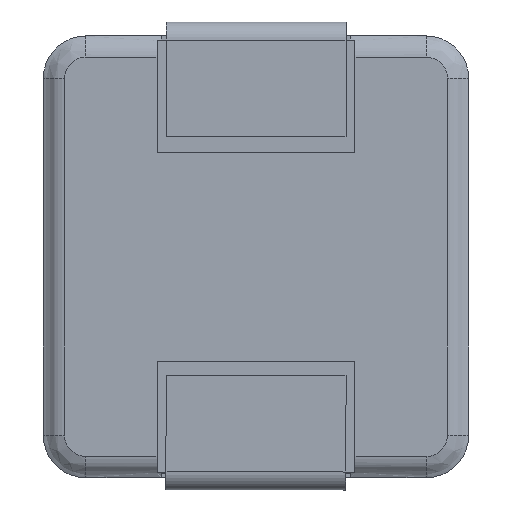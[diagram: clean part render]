
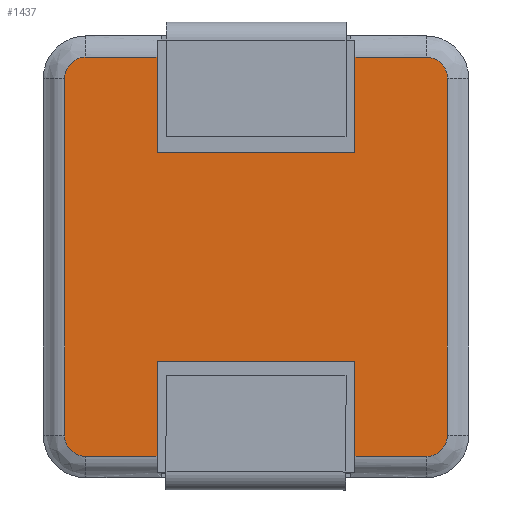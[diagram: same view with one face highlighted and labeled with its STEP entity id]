
A CAD part, front view. The second image highlights one B-rep face of the part: STEP entity #1437.
In plain terms, the highlighted planar face has unit normal (0, -1, 0).
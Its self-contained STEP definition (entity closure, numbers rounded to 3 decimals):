
#22 = VECTOR ( 'NONE', #1135, 1000. ) ;
#44 = CARTESIAN_POINT ( 'NONE',  ( -1.21, 0., 1.28 ) ) ;
#49 = ORIENTED_EDGE ( 'NONE', *, *, #807, .F. ) ;
#79 = DIRECTION ( 'NONE',  ( 0., 0., 1. ) ) ;
#110 = VERTEX_POINT ( 'NONE', #495 ) ;
#112 = CARTESIAN_POINT ( 'NONE',  ( 1.21, 0., -1.28 ) ) ;
#119 = CARTESIAN_POINT ( 'NONE',  ( 1.21, 0., 1.28 ) ) ;
#135 = CARTESIAN_POINT ( 'NONE',  ( 2.08, 0., -2.44 ) ) ;
#144 = CARTESIAN_POINT ( 'NONE',  ( 2.34, 0., 2.18 ) ) ;
#160 = VECTOR ( 'NONE', #79, 1000. ) ;
#162 = VECTOR ( 'NONE', #2056, 1000. ) ;
#163 = ORIENTED_EDGE ( 'NONE', *, *, #902, .F. ) ;
#168 = EDGE_CURVE ( 'NONE', #771, #2126, #1494, .T. ) ;
#178 = CARTESIAN_POINT ( 'NONE',  ( 1.21, 0., 1.28 ) ) ;
#195 = VECTOR ( 'NONE', #703, 1000. ) ;
#196 = CARTESIAN_POINT ( 'NONE',  ( -1.21, 0., -1.28 ) ) ;
#200 = CARTESIAN_POINT ( 'NONE',  ( 1.21, 0., -1.28 ) ) ;
#251 = VERTEX_POINT ( 'NONE', #200 ) ;
#255 = LINE ( 'NONE', #927, #724 ) ;
#260 = VERTEX_POINT ( 'NONE', #2029 ) ;
#262 = VERTEX_POINT ( 'NONE', #196 ) ;
#275 = ORIENTED_EDGE ( 'NONE', *, *, #168, .F. ) ;
#278 = ORIENTED_EDGE ( 'NONE', *, *, #1468, .F. ) ;
#290 = AXIS2_PLACEMENT_3D ( 'NONE', #1189, #1075, #1212 ) ;
#326 = DIRECTION ( 'NONE',  ( -1., 0., 0. ) ) ;
#327 = DIRECTION ( 'NONE',  ( 1., 0., 0. ) ) ;
#328 = EDGE_CURVE ( 'NONE', #110, #904, #1382, .T. ) ;
#336 = CARTESIAN_POINT ( 'NONE',  ( 2.34, 0., 2.18 ) ) ;
#354 = VECTOR ( 'NONE', #326, 1000. ) ;
#357 = ORIENTED_EDGE ( 'NONE', *, *, #1203, .F. ) ;
#381 =( BOUNDED_CURVE ( )  B_SPLINE_CURVE ( 3, ( #1990, #1979, #1643, #135 ),
 .UNSPECIFIED., .F., .T. ) 
 B_SPLINE_CURVE_WITH_KNOTS ( ( 4, 4 ),
 ( 0., 1. ),
 .UNSPECIFIED. ) 
 CURVE ( )  GEOMETRIC_REPRESENTATION_ITEM ( )  RATIONAL_B_SPLINE_CURVE ( ( 1., 0.805, 0.805, 1. ) ) 
 REPRESENTATION_ITEM ( '' )  );
#386 = ORIENTED_EDGE ( 'NONE', *, *, #1946, .F. ) ;
#393 = VECTOR ( 'NONE', #1386, 1000. ) ;
#396 = CARTESIAN_POINT ( 'NONE',  ( -2.08, 0., -2.44 ) ) ;
#435 = CARTESIAN_POINT ( 'NONE',  ( -1.21, 0., -2.44 ) ) ;
#462 = EDGE_CURVE ( 'NONE', #766, #1147, #1886, .T. ) ;
#495 = CARTESIAN_POINT ( 'NONE',  ( 2.08, 0., -2.44 ) ) ;
#504 = LINE ( 'NONE', #2167, #354 ) ;
#510 = DIRECTION ( 'NONE',  ( 1., 0., 0. ) ) ;
#569 = EDGE_CURVE ( 'NONE', #260, #110, #381, .T. ) ;
#590 = EDGE_LOOP ( 'NONE', ( #1362, #613, #617, #1108, #49, #357, #1466, #1777, #275, #1211, #386, #278, #1230, #1650, #1270, #163 ) ) ;
#593 = CARTESIAN_POINT ( 'NONE',  ( -1.21, 0., 1.28 ) ) ;
#613 = ORIENTED_EDGE ( 'NONE', *, *, #569, .F. ) ;
#617 = ORIENTED_EDGE ( 'NONE', *, *, #937, .F. ) ;
#638 = LINE ( 'NONE', #119, #22 ) ;
#668 = CARTESIAN_POINT ( 'NONE',  ( -2.34, 0., 2.18 ) ) ;
#696 = LINE ( 'NONE', #1720, #393 ) ;
#697 = EDGE_CURVE ( 'NONE', #2126, #1961, #1577, .T. ) ;
#703 = DIRECTION ( 'NONE',  ( 0., 0., -1. ) ) ;
#706 = CARTESIAN_POINT ( 'NONE',  ( 2.08, 0., -2.44 ) ) ;
#724 = VECTOR ( 'NONE', #1596, 1000. ) ;
#729 = FACE_OUTER_BOUND ( 'NONE', #590, .T. ) ;
#740 = CARTESIAN_POINT ( 'NONE',  ( 2.34, 0., 2.18 ) ) ;
#748 = CARTESIAN_POINT ( 'NONE',  ( 2.08, 0., 2.44 ) ) ;
#766 = VERTEX_POINT ( 'NONE', #748 ) ;
#771 = VERTEX_POINT ( 'NONE', #1098 ) ;
#783 = EDGE_CURVE ( 'NONE', #251, #262, #255, .T. ) ;
#793 = CARTESIAN_POINT ( 'NONE',  ( 2.08, 0., 2.44 ) ) ;
#807 = EDGE_CURVE ( 'NONE', #1074, #766, #1269, .T. ) ;
#876 = CARTESIAN_POINT ( 'NONE',  ( -2.34, 0., -2.332 ) ) ;
#881 = VERTEX_POINT ( 'NONE', #435 ) ;
#902 = EDGE_CURVE ( 'NONE', #904, #251, #1958, .T. ) ;
#904 = VERTEX_POINT ( 'NONE', #1789 ) ;
#919 = DIRECTION ( 'NONE',  ( 0., 0., 1. ) ) ;
#927 = CARTESIAN_POINT ( 'NONE',  ( 1.21, 0., -1.28 ) ) ;
#937 = EDGE_CURVE ( 'NONE', #1147, #260, #1845, .T. ) ;
#1012 = CARTESIAN_POINT ( 'NONE',  ( -1.21, 0., 2.44 ) ) ;
#1054 =( BOUNDED_CURVE ( )  B_SPLINE_CURVE ( 3, ( #1883, #1555, #876, #1913 ),
 .UNSPECIFIED., .F., .T. ) 
 B_SPLINE_CURVE_WITH_KNOTS ( ( 4, 4 ),
 ( 0., 1. ),
 .UNSPECIFIED. ) 
 CURVE ( )  GEOMETRIC_REPRESENTATION_ITEM ( )  RATIONAL_B_SPLINE_CURVE ( ( 1., 0.805, 0.805, 1. ) ) 
 REPRESENTATION_ITEM ( '' )  );
#1074 = VERTEX_POINT ( 'NONE', #1156 ) ;
#1075 = DIRECTION ( 'NONE',  ( 0., 1., 0. ) ) ;
#1098 = CARTESIAN_POINT ( 'NONE',  ( -2.08, 0., 2.44 ) ) ;
#1108 = ORIENTED_EDGE ( 'NONE', *, *, #462, .F. ) ;
#1133 = CARTESIAN_POINT ( 'NONE',  ( -2.08, 0., 2.44 ) ) ;
#1135 = DIRECTION ( 'NONE',  ( 0., 0., 1. ) ) ;
#1147 = VERTEX_POINT ( 'NONE', #740 ) ;
#1156 = CARTESIAN_POINT ( 'NONE',  ( 1.21, 0., 2.44 ) ) ;
#1189 = CARTESIAN_POINT ( 'NONE',  ( 0., 0., 0. ) ) ;
#1203 = EDGE_CURVE ( 'NONE', #1427, #1074, #638, .T. ) ;
#1211 = ORIENTED_EDGE ( 'NONE', *, *, #1725, .F. ) ;
#1212 = DIRECTION ( 'NONE',  ( 0., 0., 1. ) ) ;
#1217 = DIRECTION ( 'NONE',  ( 0., 0., -1. ) ) ;
#1230 = ORIENTED_EDGE ( 'NONE', *, *, #2076, .F. ) ;
#1268 =( BOUNDED_CURVE ( )  B_SPLINE_CURVE ( 3, ( #668, #1483, #1671, #1133 ),
 .UNSPECIFIED., .F., .T. ) 
 B_SPLINE_CURVE_WITH_KNOTS ( ( 4, 4 ),
 ( 0., 1. ),
 .UNSPECIFIED. ) 
 CURVE ( )  GEOMETRIC_REPRESENTATION_ITEM ( )  RATIONAL_B_SPLINE_CURVE ( ( 1., 0.805, 0.805, 1. ) ) 
 REPRESENTATION_ITEM ( '' )  );
#1269 = LINE ( 'NONE', #1436, #2095 ) ;
#1270 = ORIENTED_EDGE ( 'NONE', *, *, #783, .F. ) ;
#1288 = CARTESIAN_POINT ( 'NONE',  ( -2.34, 0., -2.18 ) ) ;
#1362 = ORIENTED_EDGE ( 'NONE', *, *, #328, .F. ) ;
#1382 = LINE ( 'NONE', #706, #162 ) ;
#1386 = DIRECTION ( 'NONE',  ( 0., 0., -1. ) ) ;
#1407 = PLANE ( 'NONE',  #290 ) ;
#1425 = VECTOR ( 'NONE', #1217, 1000. ) ;
#1427 = VERTEX_POINT ( 'NONE', #1573 ) ;
#1436 = CARTESIAN_POINT ( 'NONE',  ( -2.08, 0., 2.44 ) ) ;
#1437 = ADVANCED_FACE ( 'NONE', ( #729 ), #1407, .F. ) ;
#1466 = ORIENTED_EDGE ( 'NONE', *, *, #1629, .F. ) ;
#1468 = EDGE_CURVE ( 'NONE', #1484, #1601, #1054, .T. ) ;
#1483 = CARTESIAN_POINT ( 'NONE',  ( -2.34, 0., 2.332 ) ) ;
#1484 = VERTEX_POINT ( 'NONE', #396 ) ;
#1494 = LINE ( 'NONE', #2049, #1817 ) ;
#1555 = CARTESIAN_POINT ( 'NONE',  ( -2.232, 0., -2.44 ) ) ;
#1573 = CARTESIAN_POINT ( 'NONE',  ( 1.21, 0., 1.28 ) ) ;
#1577 = LINE ( 'NONE', #44, #1425 ) ;
#1596 = DIRECTION ( 'NONE',  ( -1., 0., 0. ) ) ;
#1601 = VERTEX_POINT ( 'NONE', #2098 ) ;
#1627 = VECTOR ( 'NONE', #919, 1000. ) ;
#1629 = EDGE_CURVE ( 'NONE', #1961, #1427, #1802, .T. ) ;
#1643 = CARTESIAN_POINT ( 'NONE',  ( 2.232, 0., -2.44 ) ) ;
#1650 = ORIENTED_EDGE ( 'NONE', *, *, #1865, .F. ) ;
#1653 = CARTESIAN_POINT ( 'NONE',  ( 2.232, 0., 2.44 ) ) ;
#1671 = CARTESIAN_POINT ( 'NONE',  ( -2.232, 0., 2.44 ) ) ;
#1720 = CARTESIAN_POINT ( 'NONE',  ( -1.21, 0., -1.28 ) ) ;
#1725 = EDGE_CURVE ( 'NONE', #1976, #771, #1268, .T. ) ;
#1757 = CARTESIAN_POINT ( 'NONE',  ( -2.34, 0., 2.18 ) ) ;
#1777 = ORIENTED_EDGE ( 'NONE', *, *, #697, .F. ) ;
#1789 = CARTESIAN_POINT ( 'NONE',  ( 1.21, 0., -2.44 ) ) ;
#1802 = LINE ( 'NONE', #178, #2092 ) ;
#1810 = CARTESIAN_POINT ( 'NONE',  ( 2.34, 0., 2.332 ) ) ;
#1817 = VECTOR ( 'NONE', #510, 1000. ) ;
#1845 = LINE ( 'NONE', #336, #195 ) ;
#1865 = EDGE_CURVE ( 'NONE', #262, #881, #696, .T. ) ;
#1883 = CARTESIAN_POINT ( 'NONE',  ( -2.08, 0., -2.44 ) ) ;
#1886 =( BOUNDED_CURVE ( )  B_SPLINE_CURVE ( 3, ( #793, #1653, #1810, #144 ),
 .UNSPECIFIED., .F., .T. ) 
 B_SPLINE_CURVE_WITH_KNOTS ( ( 4, 4 ),
 ( 0., 1. ),
 .UNSPECIFIED. ) 
 CURVE ( )  GEOMETRIC_REPRESENTATION_ITEM ( )  RATIONAL_B_SPLINE_CURVE ( ( 1., 0.805, 0.805, 1. ) ) 
 REPRESENTATION_ITEM ( '' )  );
#1913 = CARTESIAN_POINT ( 'NONE',  ( -2.34, 0., -2.18 ) ) ;
#1918 = LINE ( 'NONE', #1288, #160 ) ;
#1946 = EDGE_CURVE ( 'NONE', #1601, #1976, #1918, .T. ) ;
#1958 = LINE ( 'NONE', #112, #1627 ) ;
#1961 = VERTEX_POINT ( 'NONE', #593 ) ;
#1976 = VERTEX_POINT ( 'NONE', #1757 ) ;
#1979 = CARTESIAN_POINT ( 'NONE',  ( 2.34, 0., -2.332 ) ) ;
#1990 = CARTESIAN_POINT ( 'NONE',  ( 2.34, 0., -2.18 ) ) ;
#2029 = CARTESIAN_POINT ( 'NONE',  ( 2.34, 0., -2.18 ) ) ;
#2049 = CARTESIAN_POINT ( 'NONE',  ( -2.08, 0., 2.44 ) ) ;
#2056 = DIRECTION ( 'NONE',  ( -1., 0., 0. ) ) ;
#2076 = EDGE_CURVE ( 'NONE', #881, #1484, #504, .T. ) ;
#2092 = VECTOR ( 'NONE', #327, 1000. ) ;
#2095 = VECTOR ( 'NONE', #2108, 1000. ) ;
#2098 = CARTESIAN_POINT ( 'NONE',  ( -2.34, 0., -2.18 ) ) ;
#2108 = DIRECTION ( 'NONE',  ( 1., 0., 0. ) ) ;
#2126 = VERTEX_POINT ( 'NONE', #1012 ) ;
#2167 = CARTESIAN_POINT ( 'NONE',  ( 2.08, 0., -2.44 ) ) ;
